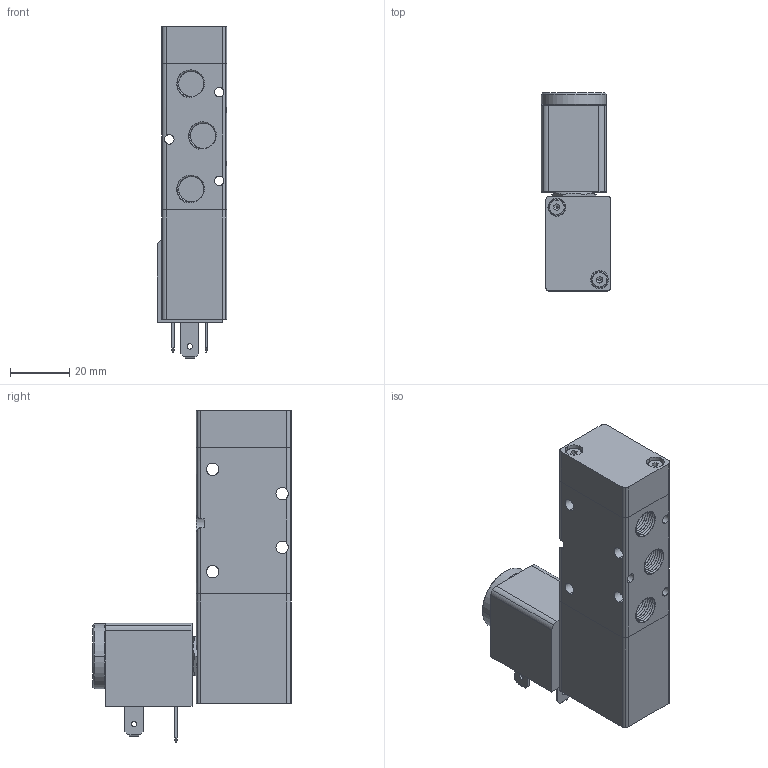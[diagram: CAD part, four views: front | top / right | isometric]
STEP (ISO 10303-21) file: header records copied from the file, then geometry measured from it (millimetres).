
FILE_DESCRIPTION((''),'2;1');
FILE_NAME('00_007_3.stp','2003-01-02T14:55:23',('Branislav Petkovic'),('AZ Pneumatica'),'AutoCAD STEP 2000i','AutoCAD 2000i','Via J. F. Kennedy, 26, 20020 Misinto (MI), ITALY');
FILE_SCHEMA(('CONFIG_CONTROL_DESIGN'));
Length unit declared in the file: millimetre
Products named in the file (12): 00_007_3; 521 TELO; PART1; MAGNET; PART1AA; PART1A; X21 KOTVA ME90S; PART2A; STEZAC; PODLOSKA; X21 OPRUGA; PART2
Assembly tree (11 placements, depth 3):
  00_007_3
    521 TELO
      PART1
    MAGNET
      PART1AA
    PART1A
    X21 KOTVA ME90S
      PART2A
      STEZAC
      PODLOSKA
    X21 OPRUGA
      PART2
Bounding box: 23.5 x 67 x 111.9 mm (x, y, z)
Surface area: 27325.5 mm2 (no closed solid volume)
Topology: 0 solids, 6 shells, 388 faces, 1057 edges, 700 vertices
Faces by surface type: cylinder 213, plane 131, cone 26, bspline 18
Entity records: 27371 total; most frequent: CARTESIAN_POINT 17687, ORIENTED_EDGE 2110, DIRECTION 1797, EDGE_CURVE 1055, VERTEX_POINT 700, AXIS2_PLACEMENT_3D 661, VECTOR 475, LINE 475
